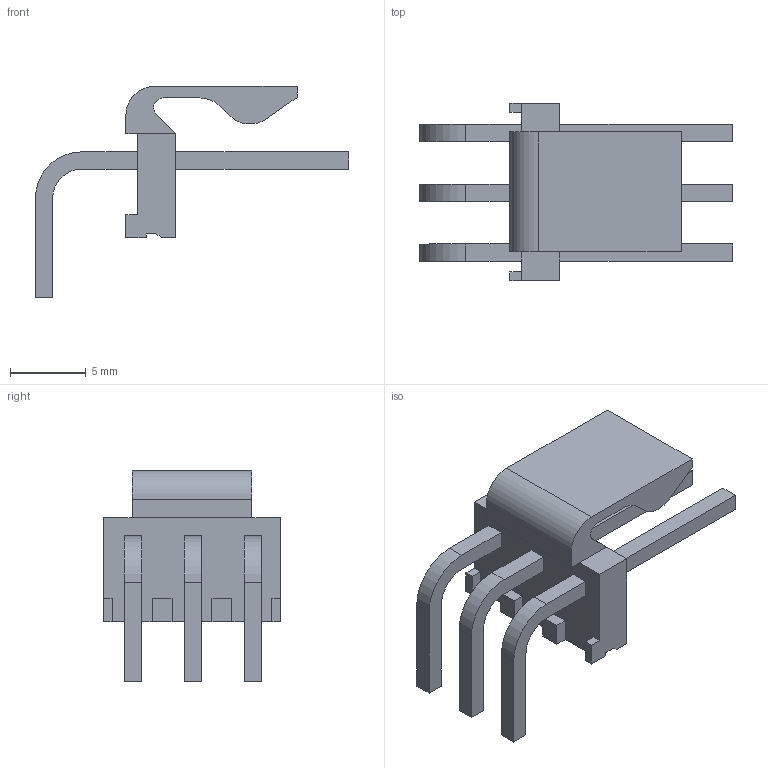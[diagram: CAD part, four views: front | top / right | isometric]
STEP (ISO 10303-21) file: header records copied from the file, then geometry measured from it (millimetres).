
FILE_DESCRIPTION(('FreeCAD Model'),'2;1');
FILE_NAME('_26605030_cp.step','2018-08-17T16:13:31',( 'kicad StepUp'),('ksu MCAD'),'Open CASCADE STEP processor 7.2', 'FreeCAD','Unknown');
FILE_SCHEMA(('AUTOMOTIVE_DESIGN_CC2 { 1 2 10303 214 -1 1 5 4 }'));
Length unit declared in the file: millimetre
Products named in the file (1): _26605030_cp
Bounding box: 20.71 x 11.73 x 13.97 mm (x, y, z)
Volume: 460.7 mm3; surface area: 869 mm2
Topology: 1 solids, 1 shells, 81 faces, 651 edges, 1886 vertices
Faces by surface type: plane 71, cylinder 10
Entity records: 7464 total; most frequent: CARTESIAN_POINT 2619, DIRECTION 881, LINE 585, VECTOR 585, GEOMETRIC_CURVE_SET 437, TRIMMED_CURVE 436, ORIENTED_EDGE 430, EDGE_CURVE 215
